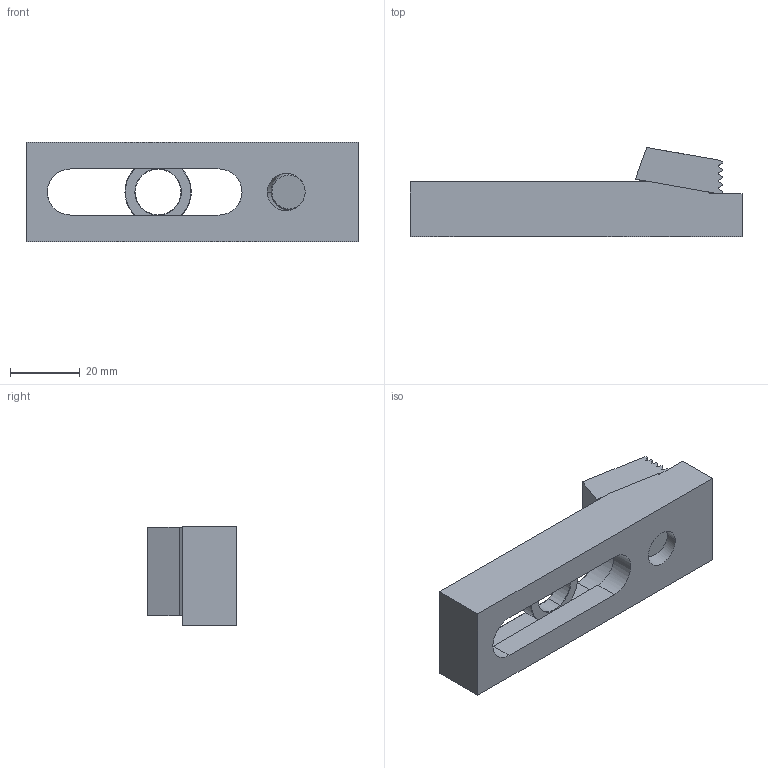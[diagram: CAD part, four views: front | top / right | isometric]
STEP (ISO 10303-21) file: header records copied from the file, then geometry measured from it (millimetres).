
FILE_DESCRIPTION (( 'STEP AP214' ), '1' );
FILE_NAME ('23150.STEP', '2020-07-09T14:47:26', ( 'Mike W' ), ( '' ), 'SwSTEP 2.0', 'SolidWorks 2018', '' );
FILE_SCHEMA (( 'AUTOMOTIVE_DESIGN' ));
Length unit declared in the file: inch
Products named in the file (5): 20014_20014 ; MF BASES All With Step_23150; 21016_21016; 23150; 10372_10372
Assembly tree (4 placements, depth 2):
  23150
    MF BASES All With Step_23150
    10372_10372
    21016_21016
    20014_20014 
Bounding box: 95.25 x 25.51 x 28.57 mm (x, y, z)
Volume: 31081 mm3; surface area: 14934.8 mm2
Topology: 4 solids, 4 shells, 112 faces, 270 edges, 170 vertices
Faces by surface type: plane 48, cylinder 33, cone 26, bspline 3, sphere 2
Entity records: 5085 total; most frequent: CARTESIAN_POINT 2309, ORIENTED_EDGE 540, DIRECTION 514, EDGE_CURVE 270, AXIS2_PLACEMENT_3D 181, VERTEX_POINT 170, LINE 152, VECTOR 152
